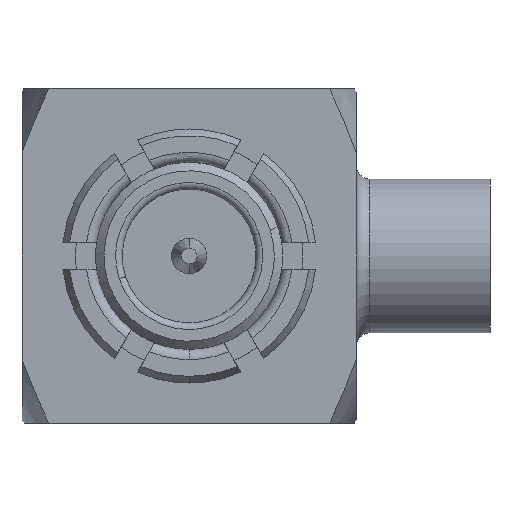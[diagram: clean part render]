
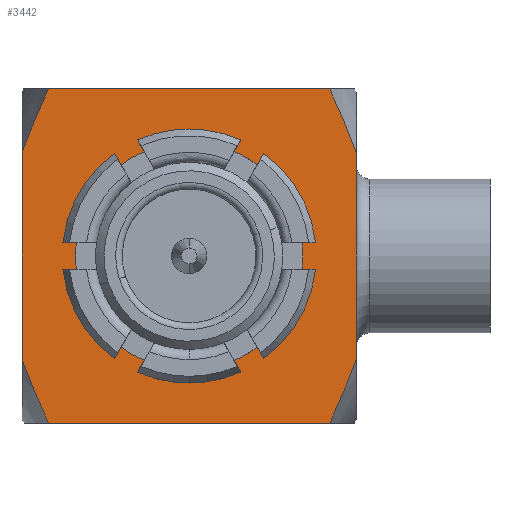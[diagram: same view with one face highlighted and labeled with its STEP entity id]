
A CAD part, left-side view. The second image highlights one B-rep face of the part: STEP entity #3442.
In plain terms, the highlighted planar face has unit normal (-1, 0, 0).
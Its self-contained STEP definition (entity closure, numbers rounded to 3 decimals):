
#16 = LINE ( 'NONE', #2771, #2558 ) ;
#42 = CARTESIAN_POINT ( 'NONE',  ( 4.2, 2.102, -2.5 ) ) ;
#80 = CARTESIAN_POINT ( 'NONE',  ( 4.2, 0.795, 0. ) ) ;
#86 = CIRCLE ( 'NONE', #5538, 1.7 ) ;
#205 = ORIENTED_EDGE ( 'NONE', *, *, #2149, .F. ) ;
#219 = LINE ( 'NONE', #2534, #3969 ) ;
#222 = DIRECTION ( 'NONE',  ( 0., 1., 0. ) ) ;
#286 = DIRECTION ( 'NONE',  ( 0., 0., -1. ) ) ;
#344 = CARTESIAN_POINT ( 'NONE',  ( 4.2, -2.5, 1.547 ) ) ;
#492 = VERTEX_POINT ( 'NONE', #3653 ) ;
#585 = DIRECTION ( 'NONE',  ( 0., 0., -1. ) ) ;
#634 = ORIENTED_EDGE ( 'NONE', *, *, #1111, .F. ) ;
#867 = EDGE_CURVE ( 'NONE', #2039, #2760, #2612, .T. ) ;
#1015 = CARTESIAN_POINT ( 'NONE',  ( 4.2, 2.102, 2.5 ) ) ;
#1111 = EDGE_CURVE ( 'NONE', #4997, #4568, #2147, .T. ) ;
#1270 = EDGE_LOOP ( 'NONE', ( #205, #3440, #5192, #4022, #1315, #634, #4216, #3953 ) ) ;
#1315 = ORIENTED_EDGE ( 'NONE', *, *, #4629, .T. ) ;
#1322 = EDGE_CURVE ( 'NONE', #2760, #4997, #16, .T. ) ;
#1375 = AXIS2_PLACEMENT_3D ( 'NONE', #6350, #3318, #286 ) ;
#1379 = ORIENTED_EDGE ( 'NONE', *, *, #6075, .T. ) ;
#1523 = EDGE_LOOP ( 'NONE', ( #6211, #1379 ) ) ;
#1643 = CARTESIAN_POINT ( 'NONE',  ( 4.2, 2.5, -1.547 ) ) ;
#1777 = CARTESIAN_POINT ( 'NONE',  ( 4.2, -4.5, -2.5 ) ) ;
#1813 = FACE_OUTER_BOUND ( 'NONE', #1270, .T. ) ;
#2039 = VERTEX_POINT ( 'NONE', #42 ) ;
#2062 = DIRECTION ( 'NONE',  ( 1., 0., 0. ) ) ;
#2147 = B_SPLINE_CURVE_WITH_KNOTS ( 'NONE', 3,
 ( #4595, #5112, #3070, #1015 ),
 .UNSPECIFIED., .F., .F.,
 ( 4, 4 ),
 ( 0.008, 0.009 ),
 .UNSPECIFIED. ) ;
#2149 = EDGE_CURVE ( 'NONE', #5037, #2039, #6279, .T. ) ;
#2231 = VECTOR ( 'NONE', #2287, 1000. ) ;
#2258 = CARTESIAN_POINT ( 'NONE',  ( 4.2, 2.246, -2.186 ) ) ;
#2287 = DIRECTION ( 'NONE',  ( 0., 1., 0. ) ) ;
#2359 = CARTESIAN_POINT ( 'NONE',  ( 4.2, -2.102, 2.5 ) ) ;
#2398 = VERTEX_POINT ( 'NONE', #4592 ) ;
#2534 = CARTESIAN_POINT ( 'NONE',  ( 4.2, -2.5, 0. ) ) ;
#2558 = VECTOR ( 'NONE', #5825, 1000. ) ;
#2569 = PLANE ( 'NONE',  #4900 ) ;
#2612 = B_SPLINE_CURVE_WITH_KNOTS ( 'NONE', 3,
 ( #6294, #2258, #3796, #2739 ),
 .UNSPECIFIED., .F., .F.,
 ( 4, 4 ),
 ( 0.003, 0.004 ),
 .UNSPECIFIED. ) ;
#2739 = CARTESIAN_POINT ( 'NONE',  ( 4.2, 2.5, -1.547 ) ) ;
#2760 = VERTEX_POINT ( 'NONE', #1643 ) ;
#2764 = CARTESIAN_POINT ( 'NONE',  ( 4.2, -2.246, -2.187 ) ) ;
#2771 = CARTESIAN_POINT ( 'NONE',  ( 4.2, 2.5, 2.5 ) ) ;
#2808 = CARTESIAN_POINT ( 'NONE',  ( 4.2, -2.102, 2.5 ) ) ;
#2840 = VECTOR ( 'NONE', #222, 1000. ) ;
#2880 = VERTEX_POINT ( 'NONE', #2808 ) ;
#2936 = VERTEX_POINT ( 'NONE', #6429 ) ;
#3009 = FACE_BOUND ( 'NONE', #1523, .T. ) ;
#3070 = CARTESIAN_POINT ( 'NONE',  ( 4.2, 2.246, 2.187 ) ) ;
#3264 = CARTESIAN_POINT ( 'NONE',  ( 4.2, -2.382, -1.869 ) ) ;
#3278 = CIRCLE ( 'NONE', #1375, 1.7 ) ;
#3318 = DIRECTION ( 'NONE',  ( 1., 0., 0. ) ) ;
#3384 = CARTESIAN_POINT ( 'NONE',  ( 4.2, -2.382, 1.87 ) ) ;
#3440 = ORIENTED_EDGE ( 'NONE', *, *, #4664, .F. ) ;
#3442 = ADVANCED_FACE ( 'NONE', ( #1813, #3009 ), #2569, .F. ) ;
#3635 = DIRECTION ( 'NONE',  ( 1., 0., 0. ) ) ;
#3653 = CARTESIAN_POINT ( 'NONE',  ( 4.2, 0., 1.7 ) ) ;
#3796 = CARTESIAN_POINT ( 'NONE',  ( 4.2, 2.382, -1.87 ) ) ;
#3834 = CARTESIAN_POINT ( 'NONE',  ( 4.2, 0., -1.7 ) ) ;
#3953 = ORIENTED_EDGE ( 'NONE', *, *, #867, .F. ) ;
#3969 = VECTOR ( 'NONE', #4077, 1000. ) ;
#4022 = ORIENTED_EDGE ( 'NONE', *, *, #4749, .F. ) ;
#4077 = DIRECTION ( 'NONE',  ( 0., 0., 1. ) ) ;
#4203 = CARTESIAN_POINT ( 'NONE',  ( 4.2, -2.102, -2.5 ) ) ;
#4204 = LINE ( 'NONE', #4782, #2840 ) ;
#4216 = ORIENTED_EDGE ( 'NONE', *, *, #1322, .F. ) ;
#4266 = CARTESIAN_POINT ( 'NONE',  ( 4.2, -2.5, -1.547 ) ) ;
#4540 = EDGE_CURVE ( 'NONE', #2936, #2398, #219, .T. ) ;
#4568 = VERTEX_POINT ( 'NONE', #6123 ) ;
#4592 = CARTESIAN_POINT ( 'NONE',  ( 4.2, -2.5, 1.547 ) ) ;
#4595 = CARTESIAN_POINT ( 'NONE',  ( 4.2, 2.5, 1.547 ) ) ;
#4611 = CARTESIAN_POINT ( 'NONE',  ( 4.2, 2.5, 1.547 ) ) ;
#4629 = EDGE_CURVE ( 'NONE', #2880, #4568, #4204, .T. ) ;
#4664 = EDGE_CURVE ( 'NONE', #2936, #5037, #4903, .T. ) ;
#4749 = EDGE_CURVE ( 'NONE', #2880, #2398, #5907, .T. ) ;
#4782 = CARTESIAN_POINT ( 'NONE',  ( 4.2, -4.5, 2.5 ) ) ;
#4900 = AXIS2_PLACEMENT_3D ( 'NONE', #80, #3635, #585 ) ;
#4903 = B_SPLINE_CURVE_WITH_KNOTS ( 'NONE', 3,
 ( #4266, #3264, #2764, #6320 ),
 .UNSPECIFIED., .F., .F.,
 ( 4, 4 ),
 ( 0.008, 0.009 ),
 .UNSPECIFIED. ) ;
#4956 = EDGE_CURVE ( 'NONE', #492, #6099, #86, .T. ) ;
#4997 = VERTEX_POINT ( 'NONE', #4611 ) ;
#5037 = VERTEX_POINT ( 'NONE', #4203 ) ;
#5108 = CARTESIAN_POINT ( 'NONE',  ( 4.2, 0., 0. ) ) ;
#5112 = CARTESIAN_POINT ( 'NONE',  ( 4.2, 2.382, 1.869 ) ) ;
#5192 = ORIENTED_EDGE ( 'NONE', *, *, #4540, .T. ) ;
#5386 = CARTESIAN_POINT ( 'NONE',  ( 4.2, -2.246, 2.186 ) ) ;
#5538 = AXIS2_PLACEMENT_3D ( 'NONE', #5108, #2062, #5603 ) ;
#5603 = DIRECTION ( 'NONE',  ( 0., 0., -1. ) ) ;
#5825 = DIRECTION ( 'NONE',  ( 0., 0., 1. ) ) ;
#5907 = B_SPLINE_CURVE_WITH_KNOTS ( 'NONE', 3,
 ( #2359, #5386, #3384, #344 ),
 .UNSPECIFIED., .F., .F.,
 ( 4, 4 ),
 ( 0.003, 0.004 ),
 .UNSPECIFIED. ) ;
#6075 = EDGE_CURVE ( 'NONE', #6099, #492, #3278, .T. ) ;
#6099 = VERTEX_POINT ( 'NONE', #3834 ) ;
#6123 = CARTESIAN_POINT ( 'NONE',  ( 4.2, 2.102, 2.5 ) ) ;
#6211 = ORIENTED_EDGE ( 'NONE', *, *, #4956, .T. ) ;
#6279 = LINE ( 'NONE', #1777, #2231 ) ;
#6294 = CARTESIAN_POINT ( 'NONE',  ( 4.2, 2.102, -2.5 ) ) ;
#6320 = CARTESIAN_POINT ( 'NONE',  ( 4.2, -2.102, -2.5 ) ) ;
#6350 = CARTESIAN_POINT ( 'NONE',  ( 4.2, 0., 0. ) ) ;
#6429 = CARTESIAN_POINT ( 'NONE',  ( 4.2, -2.5, -1.547 ) ) ;
